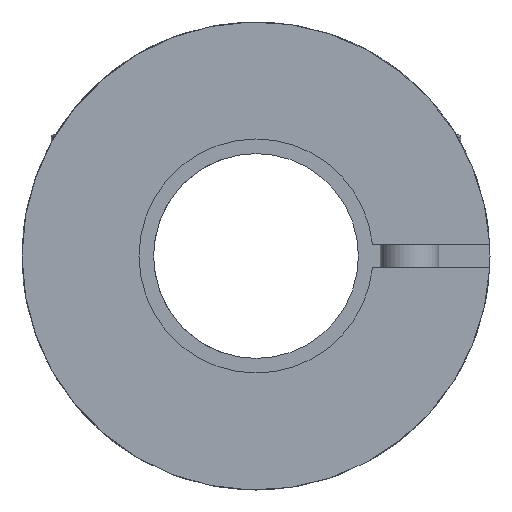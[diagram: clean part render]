
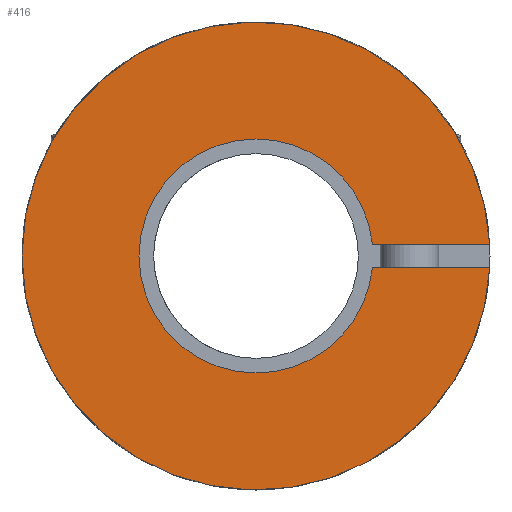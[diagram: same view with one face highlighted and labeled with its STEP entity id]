
A CAD part, left-side view. The second image highlights one B-rep face of the part: STEP entity #416.
In plain terms, the highlighted planar face has unit normal (-1, 0, 0).
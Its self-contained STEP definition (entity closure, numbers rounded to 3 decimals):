
#416=ADVANCED_FACE('NONE',(#828),#829,.F.);
#828=FACE_OUTER_BOUND('',#1257,.T.);
#829=PLANE('',#1258);
#1257=EDGE_LOOP('',(#2243,#2244,#2245,#2246,#2247,#2248,#2249));
#1258=AXIS2_PLACEMENT_3D('',#2250,#2251,#2252);
#2243=ORIENTED_EDGE('',*,*,#2952,.T.);
#2244=ORIENTED_EDGE('',*,*,#2950,.T.);
#2245=ORIENTED_EDGE('',*,*,#2946,.T.);
#2246=ORIENTED_EDGE('',*,*,#2956,.F.);
#2247=ORIENTED_EDGE('',*,*,#2933,.T.);
#2248=ORIENTED_EDGE('',*,*,#2957,.T.);
#2249=ORIENTED_EDGE('',*,*,#2958,.F.);
#2250=CARTESIAN_POINT('',(0.0,0.0,0.0));
#2251=DIRECTION('',(1.0,0.0,-0.0));
#2252=DIRECTION('',(0.0,0.0,1.0));
#2933=EDGE_CURVE('NONE',#3570,#3567,#3571,.T.);
#2946=EDGE_CURVE('',#3588,#3593,#3595,.T.);
#2950=EDGE_CURVE('',#3598,#3588,#3601,.T.);
#2952=EDGE_CURVE('',#3603,#3598,#3604,.T.);
#2956=EDGE_CURVE('NONE',#3570,#3593,#3609,.T.);
#2957=EDGE_CURVE('NONE',#3567,#3610,#3611,.T.);
#2958=EDGE_CURVE('NONE',#3603,#3610,#3612,.T.);
#3567=VERTEX_POINT('',#4606);
#3570=VERTEX_POINT('NONE',#4610);
#3571=CIRCLE('',#4611,16.0);
#3588=VERTEX_POINT('',#4632);
#3593=VERTEX_POINT('',#4638);
#3595=CIRCLE('',#4641,8.0);
#3598=VERTEX_POINT('',#4644);
#3601=CIRCLE('',#4648,8.0);
#3603=VERTEX_POINT('',#4650);
#3604=CIRCLE('',#4651,8.0);
#3609=LINE('',#4657,#4658);
#3610=VERTEX_POINT('NONE',#4659);
#3611=CIRCLE('',#4660,16.0);
#3612=LINE('',#4661,#4662);
#4606=CARTESIAN_POINT('',(0.0,16.0,0.));
#4610=CARTESIAN_POINT('',(0.0,-15.98,0.8));
#4611=AXIS2_PLACEMENT_3D('',#5358,#5359,#5360);
#4632=CARTESIAN_POINT('',(0.0,0.,8.0));
#4638=CARTESIAN_POINT('',(0.0,-7.96,0.8));
#4641=AXIS2_PLACEMENT_3D('',#5382,#5383,#5384);
#4644=CARTESIAN_POINT('',(0.0,0.,-8.0));
#4648=AXIS2_PLACEMENT_3D('',#5389,#5390,#5391);
#4650=CARTESIAN_POINT('',(0.0,-7.96,-0.8));
#4651=AXIS2_PLACEMENT_3D('',#5392,#5393,#5394);
#4657=CARTESIAN_POINT('',(0.0,0.0,0.8));
#4658=VECTOR('',#5399,1000.0);
#4659=CARTESIAN_POINT('',(0.0,-15.98,-0.8));
#4660=AXIS2_PLACEMENT_3D('',#5400,#5401,#5402);
#4661=CARTESIAN_POINT('',(0.0,0.0,-0.8));
#4662=VECTOR('',#5403,1000.0);
#5358=CARTESIAN_POINT('',(0.0,0.0,0.0));
#5359=DIRECTION('',(-1.0,0.0,0.0));
#5360=DIRECTION('',(0.0,-1.0,0.0));
#5382=CARTESIAN_POINT('',(0.0,0.0,0.0));
#5383=DIRECTION('',(1.0,0.0,0.0));
#5384=DIRECTION('',(0.0,0.0,-1.0));
#5389=CARTESIAN_POINT('',(0.0,0.0,0.0));
#5390=DIRECTION('',(1.0,0.0,0.0));
#5391=DIRECTION('',(0.0,0.0,-1.0));
#5392=CARTESIAN_POINT('',(0.0,0.0,0.0));
#5393=DIRECTION('',(1.0,0.0,0.0));
#5394=DIRECTION('',(0.0,0.0,-1.0));
#5399=DIRECTION('',(-0.0,1.0,-0.0));
#5400=CARTESIAN_POINT('',(0.0,0.0,0.0));
#5401=DIRECTION('',(-1.0,0.0,0.0));
#5402=DIRECTION('',(0.0,-1.0,0.0));
#5403=DIRECTION('',(0.0,-1.0,0.0));
